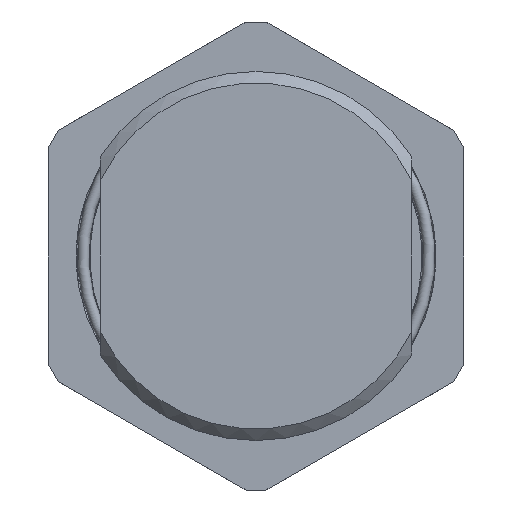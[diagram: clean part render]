
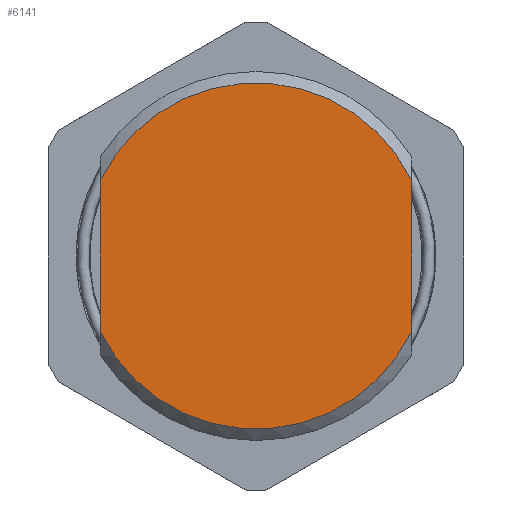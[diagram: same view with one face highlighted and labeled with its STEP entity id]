
A CAD part, front view. The second image highlights one B-rep face of the part: STEP entity #6141.
In plain terms, the highlighted planar face has unit normal (0, -1, 0).
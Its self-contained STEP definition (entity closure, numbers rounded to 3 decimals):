
#292=PLANE('',#6502);
#448=VECTOR('',#6686,1.);
#455=VECTOR('',#6694,1.);
#990=LINE('',#7546,#448);
#997=LINE('',#7574,#455);
#1924=VERTEX_POINT('',#7545);
#1925=VERTEX_POINT('',#7547);
#1932=VERTEX_POINT('',#7573);
#1933=VERTEX_POINT('',#7575);
#2553=CIRCLE('',#6501,7.5);
#2575=EDGE_CURVE('',#1925,#1924,#990,.T.);
#2586=EDGE_CURVE('',#1933,#1932,#997,.T.);
#2604=EDGE_CURVE('',#1933,#1924,#2553,.T.);
#2605=EDGE_CURVE('',#1925,#1932,#2553,.T.);
#3573=ORIENTED_EDGE('',*,*,#2575,.T.);
#3574=ORIENTED_EDGE('',*,*,#2604,.F.);
#3575=ORIENTED_EDGE('',*,*,#2586,.T.);
#3576=ORIENTED_EDGE('',*,*,#2605,.F.);
#5418=EDGE_LOOP('',(#3573,#3574,#3575,#3576));
#5780=FACE_BOUND('',#5418,.T.);
#6141=ADVANCED_FACE('',(#5780),#292,.T.);
#6501=AXIS2_PLACEMENT_3D('',#7615,#6719,#6720);
#6502=AXIS2_PLACEMENT_3D('',#7616,#6721,$);
#6686=DIRECTION('',(0.,0.,1.));
#6694=DIRECTION('',(0.,0.,-1.));
#6719=DIRECTION('',(0.,1.,0.));
#6720=DIRECTION('',(-7.5,0.,0.));
#6721=DIRECTION('',(0.,-1.,0.));
#7545=CARTESIAN_POINT('',(6.75,-8.,3.269));
#7546=CARTESIAN_POINT('',(6.75,-8.,-14.637));
#7547=CARTESIAN_POINT('',(6.75,-8.,-3.269));
#7573=CARTESIAN_POINT('',(-6.75,-8.,-3.269));
#7574=CARTESIAN_POINT('',(-6.75,-8.,-14.637));
#7575=CARTESIAN_POINT('',(-6.75,-8.,3.269));
#7615=CARTESIAN_POINT('',(0.,-8.,0.));
#7616=CARTESIAN_POINT('',(-3.75,-8.,0.));
